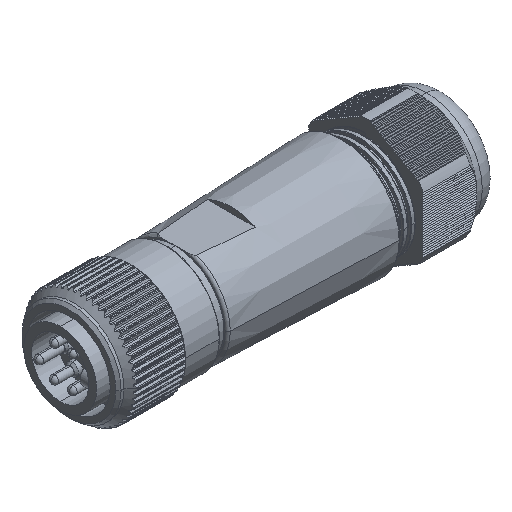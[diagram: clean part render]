
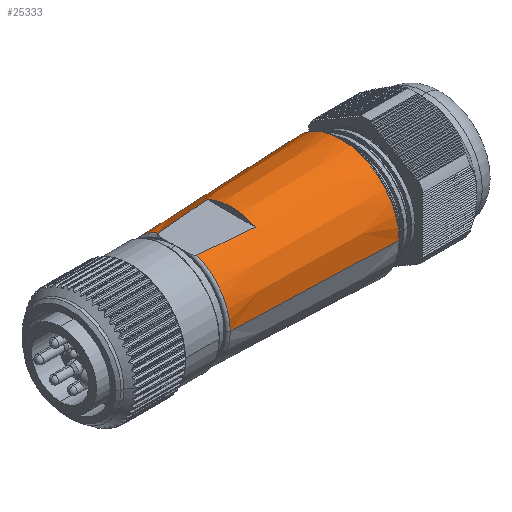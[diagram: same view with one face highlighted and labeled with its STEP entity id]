
A CAD part, isometric view. The second image highlights one B-rep face of the part: STEP entity #25333.
In plain terms, the highlighted conical face has half-angle 2 degrees and reference radius 13.09 mm.
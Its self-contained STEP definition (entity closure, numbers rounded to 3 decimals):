
#1156 = EDGE_CURVE ( 'NONE', #10875, #24622, #28374, .T. ) ;
#2241 = ORIENTED_EDGE ( 'NONE', *, *, #23248, .T. ) ;
#3167 = CARTESIAN_POINT ( 'NONE',  ( 22.237, -13.112, 0. ) ) ;
#4166 = CARTESIAN_POINT ( 'NONE',  ( 22.237, 4.804, 12.2 ) ) ;
#5057 = DIRECTION ( 'NONE',  ( 0.999, 0.035, 0. ) ) ;
#6627 = ORIENTED_EDGE ( 'NONE', *, *, #30148, .F. ) ;
#7779 = DIRECTION ( 'NONE',  ( -1., 0., 0. ) ) ;
#8039 = ORIENTED_EDGE ( 'NONE', *, *, #10011, .F. ) ;
#8571 = CARTESIAN_POINT ( 'NONE',  ( 31.13, -5.606, 12.2 ) ) ;
#9020 = CARTESIAN_POINT ( 'NONE',  ( 22.237, 4.804, 12.2 ) ) ;
#9177 = DIRECTION ( 'NONE',  ( -1., 0., 0. ) ) ;
#9270 = CARTESIAN_POINT ( 'NONE',  ( 22.237, 0., 0. ) ) ;
#9416 = AXIS2_PLACEMENT_3D ( 'NONE', #25957, #9177, #28709 ) ;
#10011 = EDGE_CURVE ( 'NONE', #21670, #18975, #12878, .T. ) ;
#10875 = VERTEX_POINT ( 'NONE', #27128 ) ;
#11227 = EDGE_CURVE ( 'NONE', #21670, #17155, #34885, .T. ) ;
#11692 = ORIENTED_EDGE ( 'NONE', *, *, #11227, .T. ) ;
#12154 = DIRECTION ( 'NONE',  ( 0., 1., 0. ) ) ;
#12878 = LINE ( 'NONE', #27477, #21159 ) ;
#13545 = VERTEX_POINT ( 'NONE', #30945 ) ;
#14680 = DIRECTION ( 'NONE',  ( 1., 0., 0. ) ) ;
#15264 = VERTEX_POINT ( 'NONE', #31384 ) ;
#15717 = DIRECTION ( 'NONE',  ( 0.999, -0.035, 0. ) ) ;
#16141 = ORIENTED_EDGE ( 'NONE', *, *, #34511, .F. ) ;
#16841 = DIRECTION ( 'NONE',  ( 0., 1., 0. ) ) ;
#16887 = DIRECTION ( 'NONE',  ( 1., 0., 0. ) ) ;
#16942 = CARTESIAN_POINT ( 'NONE',  ( 22.237, -4.804, 12.2 ) ) ;
#16959 = CARTESIAN_POINT ( 'NONE',  ( 22.237, 0., 0. ) ) ;
#17155 = VERTEX_POINT ( 'NONE', #9020 ) ;
#17167 = AXIS2_PLACEMENT_3D ( 'NONE', #9270, #28798, #12154 ) ;
#17951 = VECTOR ( 'NONE', #15717, 1000. ) ;
#18255 = CARTESIAN_POINT ( 'NONE',  ( 35.58, 5.96, 12.2 ) ) ;
#18393 = EDGE_CURVE ( 'NONE', #24622, #20597, #25346, .T. ) ;
#18935 = B_SPLINE_CURVE_WITH_KNOTS ( 'NONE', 3,
 ( #18255, #32056, #21072, #4166 ),
 .UNSPECIFIED., .F., .F.,
 ( 4, 4 ),
 ( 0.015, 0.029 ),
 .UNSPECIFIED. ) ;
#18975 = VERTEX_POINT ( 'NONE', #33066 ) ;
#19579 = EDGE_LOOP ( 'NONE', ( #31760, #19791, #2241, #8039, #11692, #23376, #16141, #6627 ) ) ;
#19791 = ORIENTED_EDGE ( 'NONE', *, *, #18393, .T. ) ;
#20297 = DIRECTION ( 'NONE',  ( 0., 1., 0. ) ) ;
#20597 = VERTEX_POINT ( 'NONE', #26733 ) ;
#21072 = CARTESIAN_POINT ( 'NONE',  ( 26.681, 5.228, 12.2 ) ) ;
#21159 = VECTOR ( 'NONE', #5057, 1000. ) ;
#21670 = VERTEX_POINT ( 'NONE', #22524 ) ;
#22524 = CARTESIAN_POINT ( 'NONE',  ( 22.237, 13.112, 0. ) ) ;
#22712 = CIRCLE ( 'NONE', #25481, 14.531 ) ;
#23248 = EDGE_CURVE ( 'NONE', #20597, #18975, #22712, .T. ) ;
#23376 = ORIENTED_EDGE ( 'NONE', *, *, #28919, .F. ) ;
#24102 = CIRCLE ( 'NONE', #9416, 13.578 ) ;
#24553 = CARTESIAN_POINT ( 'NONE',  ( 62.887, 0., 0. ) ) ;
#24622 = VERTEX_POINT ( 'NONE', #3167 ) ;
#25333 = ADVANCED_FACE ( 'NONE', ( #26964 ), #26118, .T. ) ;
#25346 = LINE ( 'NONE', #32176, #17951 ) ;
#25481 = AXIS2_PLACEMENT_3D ( 'NONE', #24553, #7779, #27337 ) ;
#25957 = CARTESIAN_POINT ( 'NONE',  ( 35.58, 0., 0. ) ) ;
#26075 = B_SPLINE_CURVE_WITH_KNOTS ( 'NONE', 3,
 ( #16942, #33489, #8571, #28115 ),
 .UNSPECIFIED., .F., .F.,
 ( 4, 4 ),
 ( 0.022, 0.036 ),
 .UNSPECIFIED. ) ;
#26118 = CONICAL_SURFACE ( 'NONE', #29452, 13.09, 0.035 ) ;
#26733 = CARTESIAN_POINT ( 'NONE',  ( 62.887, -14.531, 0. ) ) ;
#26964 = FACE_OUTER_BOUND ( 'NONE', #19579, .T. ) ;
#27128 = CARTESIAN_POINT ( 'NONE',  ( 22.237, -4.804, 12.2 ) ) ;
#27337 = DIRECTION ( 'NONE',  ( 0., -1., 0. ) ) ;
#27477 = CARTESIAN_POINT ( 'NONE',  ( 21.61, 13.09, 0. ) ) ;
#28115 = CARTESIAN_POINT ( 'NONE',  ( 35.58, -5.96, 12.2 ) ) ;
#28374 = CIRCLE ( 'NONE', #31642, 13.112 ) ;
#28709 = DIRECTION ( 'NONE',  ( 0., 0., 1. ) ) ;
#28798 = DIRECTION ( 'NONE',  ( 1., 0., 0. ) ) ;
#28919 = EDGE_CURVE ( 'NONE', #15264, #17155, #18935, .T. ) ;
#29452 = AXIS2_PLACEMENT_3D ( 'NONE', #31173, #14680, #20297 ) ;
#30148 = EDGE_CURVE ( 'NONE', #10875, #13545, #26075, .T. ) ;
#30945 = CARTESIAN_POINT ( 'NONE',  ( 35.58, -5.96, 12.2 ) ) ;
#31173 = CARTESIAN_POINT ( 'NONE',  ( 21.61, 0., 0. ) ) ;
#31384 = CARTESIAN_POINT ( 'NONE',  ( 35.58, 5.96, 12.2 ) ) ;
#31642 = AXIS2_PLACEMENT_3D ( 'NONE', #16959, #16887, #16841 ) ;
#31760 = ORIENTED_EDGE ( 'NONE', *, *, #1156, .T. ) ;
#32056 = CARTESIAN_POINT ( 'NONE',  ( 31.13, 5.606, 12.2 ) ) ;
#32176 = CARTESIAN_POINT ( 'NONE',  ( 21.61, -13.09, 0. ) ) ;
#33066 = CARTESIAN_POINT ( 'NONE',  ( 62.887, 14.531, 0. ) ) ;
#33489 = CARTESIAN_POINT ( 'NONE',  ( 26.681, -5.228, 12.2 ) ) ;
#34511 = EDGE_CURVE ( 'NONE', #13545, #15264, #24102, .T. ) ;
#34885 = CIRCLE ( 'NONE', #17167, 13.112 ) ;
